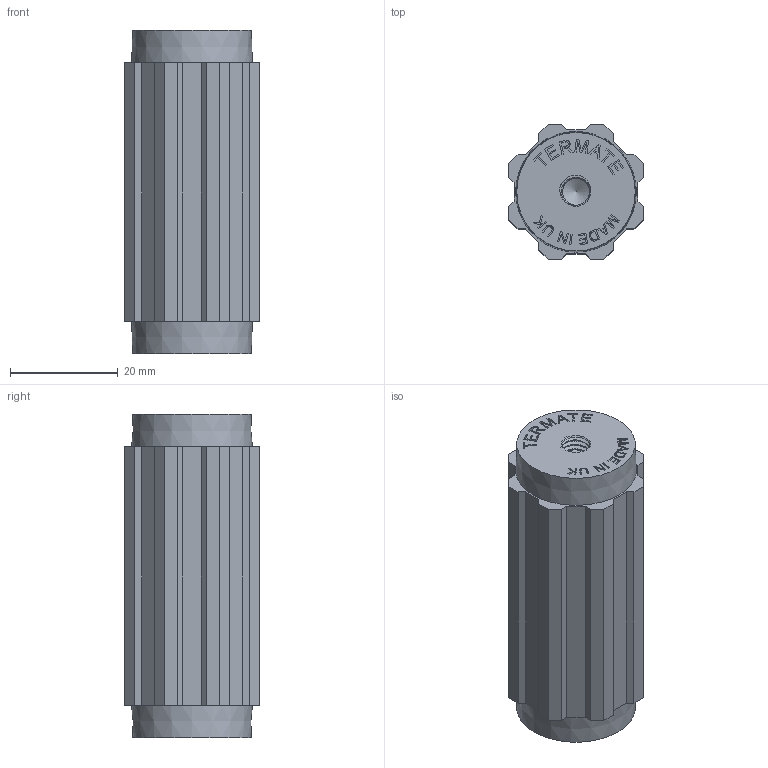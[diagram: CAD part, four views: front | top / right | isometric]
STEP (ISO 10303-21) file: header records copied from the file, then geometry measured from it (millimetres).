
FILE_DESCRIPTION(/* description */ (''),/* implementation_level */ '2;1');
FILE_NAME(/* name */ 'AM2-060-06.step',/* time_stamp */ '2023-03-29T11:29:35+01:00',/* author */ (''),/* organization */ (''),/* preprocessor_version */ 'ST-DEVELOPER v19.2',/* originating_system */ 'Autodesk Translation Framework v11.17.0.187',/* authorisation */ '');
FILE_SCHEMA (('AUTOMOTIVE_DESIGN { 1 0 10303 214 3 1 1 }'));
Length unit declared in the file: millimetre
Products named in the file (1): AM2-060-06
Bounding box: 25 x 25 x 60 mm (x, y, z)
Volume: 26886.2 mm3; surface area: 7191.8 mm2
Topology: 1 solids, 3 shells, 317 faces, 860 edges, 570 vertices
Faces by surface type: plane 220, bspline 55, cylinder 34, cone 8
Full cylindrical faces by diameter (mm): 5.035 x10, 6.147 x8, 8.8 x2
Entity records: 12199 total; most frequent: CARTESIAN_POINT 4661, ORIENTED_EDGE 1716, DIRECTION 1238, EDGE_CURVE 858, LINE 656, VECTOR 656, VERTEX_POINT 570, EDGE_LOOP 340
